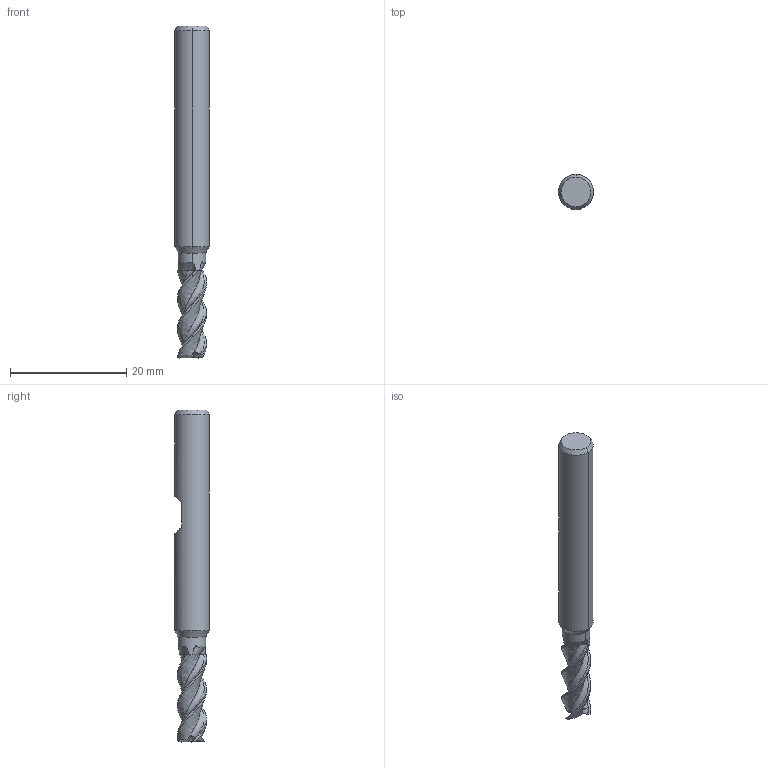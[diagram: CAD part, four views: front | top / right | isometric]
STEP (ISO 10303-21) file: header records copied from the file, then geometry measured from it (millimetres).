
FILE_DESCRIPTION(('no description'),'unknown implementation level');
FILE_NAME('solidTc4t2hqy0LEQQgZtPVZzy6uBfM0_1.STP',' ',('CIMSOURCE GmbH'),('CADClick - KiM GmbH - www.kimweb.de'),'unknown preprocess','ACIS','unknown authorization');
FILE_SCHEMA(('automotive_design'));
Length unit declared in the file: millimetre
Products named in the file (2): 1; 2
Bounding box: 6 x 6 x 57 mm (x, y, z)
Volume: 1277.4 mm3; surface area: 1076.8 mm2
Topology: 2 solids, 2 shells, 80 faces, 221 edges, 145 vertices
Faces by surface type: plane 29, bspline 15, cone 13, revolution 12, cylinder 11
Entity records: 11583 total; most frequent: CARTESIAN_POINT 7229, STYLED_ITEM 448, PRESENTATION_STYLE_ASSIGNMENT 448, COLOUR_RGB 448, ORIENTED_EDGE 442, DIRECTION 290, EDGE_CURVE 221, CURVE_STYLE 221
